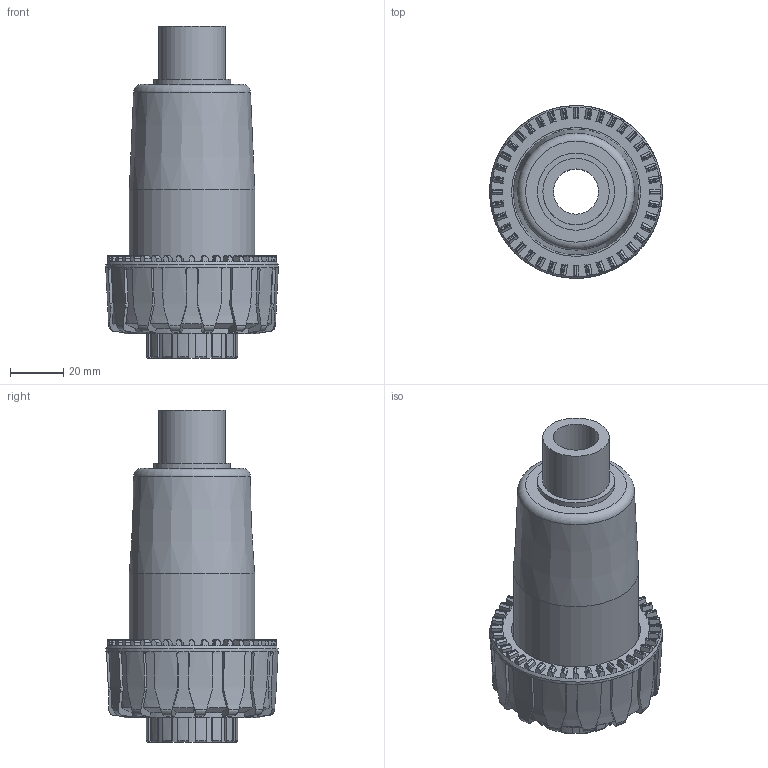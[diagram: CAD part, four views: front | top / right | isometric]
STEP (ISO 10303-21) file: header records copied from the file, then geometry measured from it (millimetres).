
FILE_DESCRIPTION(/* description */ (''),/* implementation_level */ '2;1');
FILE_NAME(/* name */ 'VZIV025E.iam.stp',/* time_stamp */ '2013-10-01T10:47:44+02:00',/* author */ ('bfaro'),/* organization */ (''),/* preprocessor_version */ 'ST-DEVELOPER v15.2',/* originating_system */ 'Autodesk Inventor 2014',/* authorisation */ '');
FILE_SCHEMA (('AUTOMOTIVE_DESIGN { 1 0 10303 214 3 1 1 }'));
Length unit declared in the file: millimetre
Products named in the file (4): cassa VA-VZ 25; ENDIV025; NTVKD025V; VZIV025E
Bounding box: 64.95 x 64.98 x 124.9 mm (x, y, z)
Volume: 127535.4 mm3; surface area: 46764.6 mm2
Topology: 3 solids, 3 shells, 689 faces, 1914 edges, 1238 vertices
Faces by surface type: plane 328, cylinder 176, cone 144, torus 41
Full cylindrical faces by diameter (mm): 17 x1, 20 x1, 25 x2, 29 x1, 33.8 x1, 34.4 x1, 43.8 x1, 44.6 x1, 47.149 x1, 48.5 x1, 65 x1
Entity records: 24071 total; most frequent: CARTESIAN_POINT 6774, ORIENTED_EDGE 3782, DIRECTION 3586, EDGE_CURVE 1891, AXIS2_PLACEMENT_3D 1445, VERTEX_POINT 1233, EDGE_LOOP 720, LINE 696
